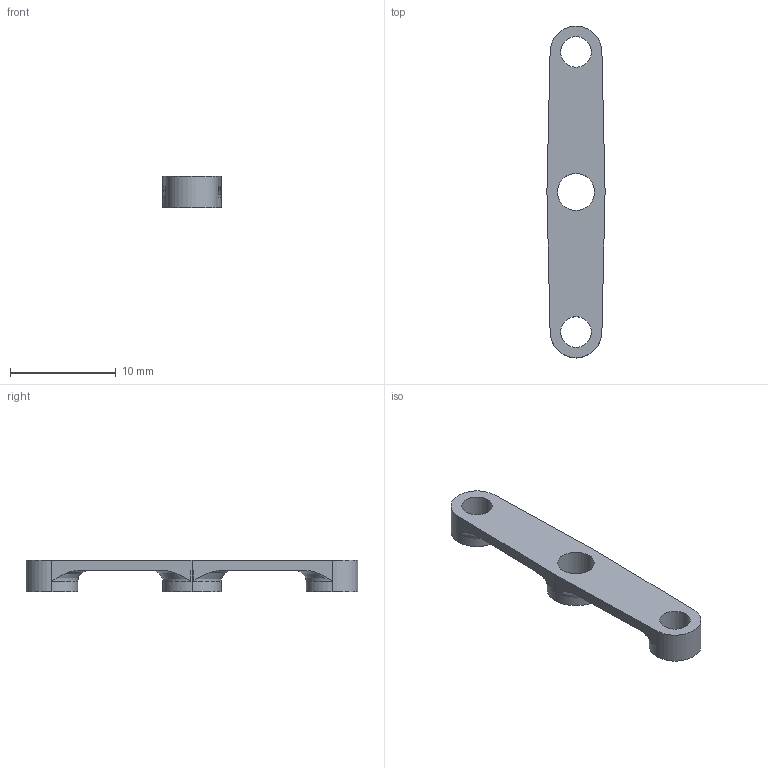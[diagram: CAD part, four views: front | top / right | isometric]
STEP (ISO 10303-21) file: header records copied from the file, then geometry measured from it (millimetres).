
FILE_DESCRIPTION (( 'STEP AP214' ), '1' );
FILE_NAME ('3009-PF - CEGIS SHUFFLER MOTOR SPACER.STEP', '2023-10-19T23:01:31', ( '' ), ( '' ), 'SwSTEP 2.0', 'SolidWorks 2023', '' );
FILE_SCHEMA (( 'AUTOMOTIVE_DESIGN' ));
Length unit declared in the file: millimetre
Products named in the file (1): 3009-PF - CEGIS SHUFFLER MOTOR SPACER
Bounding box: 5.5 x 31.4 x 3 mm (x, y, z)
Volume: 216.9 mm3; surface area: 511 mm2
Topology: 1 solids, 1 shells, 26 faces, 70 edges, 46 vertices
Faces by surface type: cylinder 12, plane 10, torus 4
Entity records: 985 total; most frequent: CARTESIAN_POINT 291, ORIENTED_EDGE 140, DIRECTION 140, EDGE_CURVE 70, AXIS2_PLACEMENT_3D 55, VERTEX_POINT 46, EDGE_LOOP 32, LINE 30
